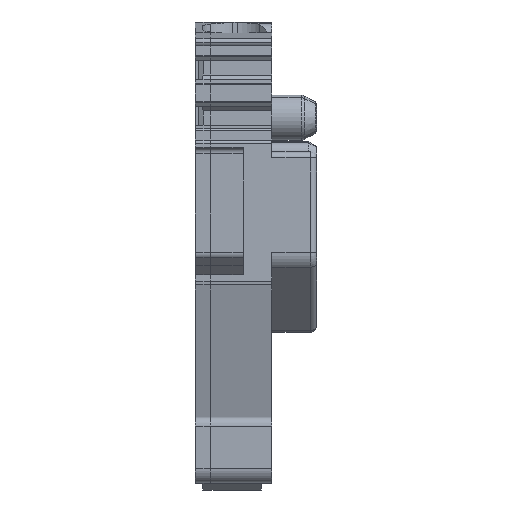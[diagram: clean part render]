
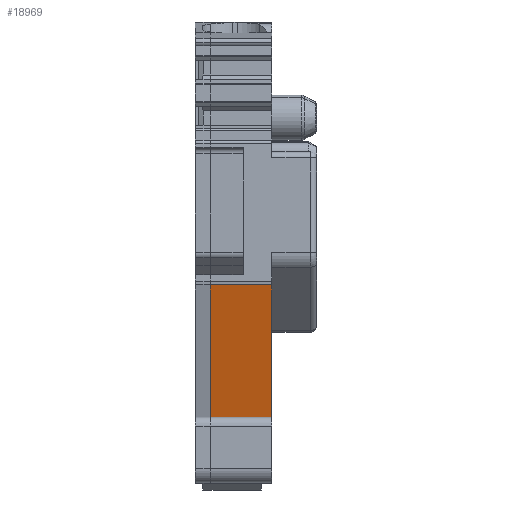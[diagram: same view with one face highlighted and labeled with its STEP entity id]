
A CAD part, front view. The second image highlights one B-rep face of the part: STEP entity #18969.
In plain terms, the highlighted planar face has unit normal (0, -0.966, -0.26).
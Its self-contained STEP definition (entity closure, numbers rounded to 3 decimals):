
#18949=AXIS2_PLACEMENT_3D('Plane Axis2P3D',#18946,#18947,#18948) ;
#15071=CARTESIAN_POINT('Vertex',(5.1,0.034,13.721)) ;
#15074=CARTESIAN_POINT('Line Origine',(5.1,1.4,8.638)) ;
#15078=CARTESIAN_POINT('Vertex',(5.1,2.766,3.556)) ;
#18927=CARTESIAN_POINT('Line Origine',(2.55,0.034,13.721)) ;
#18931=CARTESIAN_POINT('Vertex',(1.,0.034,13.721)) ;
#18946=CARTESIAN_POINT('Axis2P3D Location',(0.,0.034,13.721)) ;
#18951=CARTESIAN_POINT('Line Origine',(1.,1.4,8.638)) ;
#18955=CARTESIAN_POINT('Vertex',(1.,2.766,3.556)) ;
#18958=CARTESIAN_POINT('Line Origine',(3.05,2.766,3.556)) ;
#15075=DIRECTION('Vector Direction',(0.,0.26,-0.966)) ;
#18928=DIRECTION('Vector Direction',(-1.,0.,0.)) ;
#18947=DIRECTION('Axis2P3D Direction',(0.,0.966,0.26)) ;
#18948=DIRECTION('Axis2P3D XDirection',(0.,0.26,-0.966)) ;
#18952=DIRECTION('Vector Direction',(0.,0.26,-0.966)) ;
#18959=DIRECTION('Vector Direction',(-1.,0.,0.)) ;
#15076=VECTOR('Line Direction',#15075,1.) ;
#18929=VECTOR('Line Direction',#18928,1.) ;
#18953=VECTOR('Line Direction',#18952,1.) ;
#18960=VECTOR('Line Direction',#18959,1.) ;
#18964=ORIENTED_EDGE('',*,*,#18957,.T.) ;
#18965=ORIENTED_EDGE('',*,*,#18962,.F.) ;
#18966=ORIENTED_EDGE('',*,*,#15080,.T.) ;
#18967=ORIENTED_EDGE('',*,*,#18933,.T.) ;
#18969=ADVANCED_FACE('26373_KLTR_ZPEB2.5-2.1\\Hauptk\X2\00F6\X0\rper',(#18968),#18950,.F.) ;
#15080=EDGE_CURVE('',#15079,#15072,#15077,.F.) ;
#18933=EDGE_CURVE('',#15072,#18932,#18930,.T.) ;
#18957=EDGE_CURVE('',#18932,#18956,#18954,.T.) ;
#18962=EDGE_CURVE('',#15079,#18956,#18961,.T.) ;
#18963=EDGE_LOOP('',(#18964,#18965,#18966,#18967)) ;
#18968=FACE_OUTER_BOUND('',#18963,.T.) ;
#15077=LINE('Line',#15074,#15076) ;
#18930=LINE('Line',#18927,#18929) ;
#18954=LINE('Line',#18951,#18953) ;
#18961=LINE('Line',#18958,#18960) ;
#18950=PLANE('',#18949) ;
#15072=VERTEX_POINT('',#15071) ;
#15079=VERTEX_POINT('',#15078) ;
#18932=VERTEX_POINT('',#18931) ;
#18956=VERTEX_POINT('',#18955) ;
